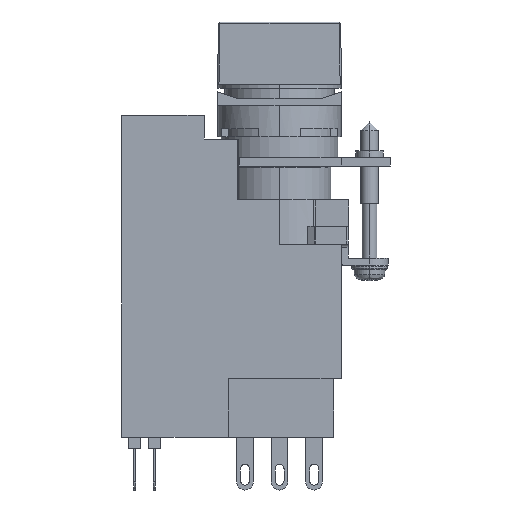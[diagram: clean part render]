
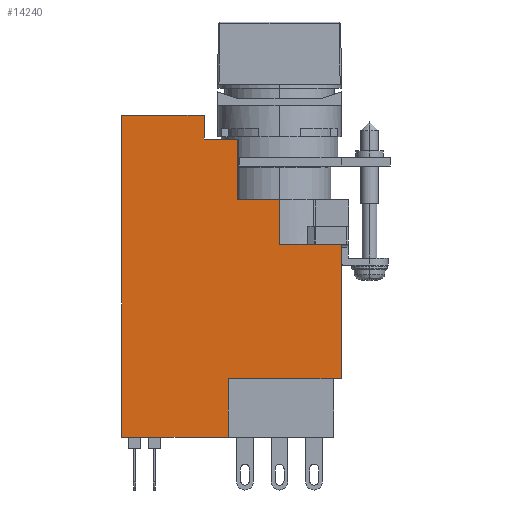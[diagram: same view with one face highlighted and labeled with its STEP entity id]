
A CAD part, left-side view. The second image highlights one B-rep face of the part: STEP entity #14240.
In plain terms, the highlighted planar face has unit normal (-1, 0, 0).
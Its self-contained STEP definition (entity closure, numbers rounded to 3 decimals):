
#57 = CARTESIAN_POINT ( 'NONE',  ( -8.9, 6.95, 27.8 ) ) ;
#139 = VERTEX_POINT ( 'NONE', #3377 ) ;
#699 = CARTESIAN_POINT ( 'NONE',  ( -8.9, -8.9, 18.2 ) ) ;
#935 = EDGE_CURVE ( 'NONE', #14665, #3663, #971, .T. ) ;
#971 = LINE ( 'NONE', #5746, #1578 ) ;
#1066 = VERTEX_POINT ( 'NONE', #12304 ) ;
#1163 = EDGE_CURVE ( 'NONE', #11785, #13638, #7776, .T. ) ;
#1313 = VECTOR ( 'NONE', #7274, 1000. ) ;
#1400 = LINE ( 'NONE', #6185, #12683 ) ;
#1578 = VECTOR ( 'NONE', #10519, 1000. ) ;
#1810 = DIRECTION ( 'NONE',  ( 0., 0., 1. ) ) ;
#2001 = ORIENTED_EDGE ( 'NONE', *, *, #2833, .T. ) ;
#2130 = EDGE_CURVE ( 'NONE', #11574, #11785, #13223, .T. ) ;
#2195 = ORIENTED_EDGE ( 'NONE', *, *, #14505, .T. ) ;
#2309 = CARTESIAN_POINT ( 'NONE',  ( -8.9, 10.9, 46.5 ) ) ;
#2492 = CARTESIAN_POINT ( 'NONE',  ( -8.9, 6.95, 34.3 ) ) ;
#2821 = VECTOR ( 'NONE', #8918, 1000. ) ;
#2833 = EDGE_CURVE ( 'NONE', #139, #14817, #3084, .T. ) ;
#2968 = ORIENTED_EDGE ( 'NONE', *, *, #11520, .T. ) ;
#3028 = CARTESIAN_POINT ( 'NONE',  ( -8.9, 7.4, 8.5 ) ) ;
#3084 = LINE ( 'NONE', #7875, #8148 ) ;
#3089 = VERTEX_POINT ( 'NONE', #8773 ) ;
#3165 = CARTESIAN_POINT ( 'NONE',  ( -8.9, 6.95, 0. ) ) ;
#3188 = CARTESIAN_POINT ( 'NONE',  ( -8.9, 6.95, 46.5 ) ) ;
#3338 = CARTESIAN_POINT ( 'NONE',  ( -8.9, 6., 43.1 ) ) ;
#3377 = CARTESIAN_POINT ( 'NONE',  ( -8.9, 22.8, 46.5 ) ) ;
#3563 = LINE ( 'NONE', #8355, #15097 ) ;
#3571 = ORIENTED_EDGE ( 'NONE', *, *, #9134, .T. ) ;
#3663 = VERTEX_POINT ( 'NONE', #5289 ) ;
#4120 = CARTESIAN_POINT ( 'NONE',  ( -8.9, 7.4, 23.25 ) ) ;
#4170 = ORIENTED_EDGE ( 'NONE', *, *, #4613, .T. ) ;
#4254 = CARTESIAN_POINT ( 'NONE',  ( -8.9, 6., 34.3 ) ) ;
#4303 = CARTESIAN_POINT ( 'NONE',  ( -8.9, -8.9, 0. ) ) ;
#4613 = EDGE_CURVE ( 'NONE', #3089, #7200, #10779, .T. ) ;
#4828 = DIRECTION ( 'NONE',  ( 0., 1., 0. ) ) ;
#4903 = CARTESIAN_POINT ( 'NONE',  ( -8.9, 0., 34.3 ) ) ;
#5003 = ORIENTED_EDGE ( 'NONE', *, *, #935, .T. ) ;
#5132 = VECTOR ( 'NONE', #1810, 1000. ) ;
#5289 = CARTESIAN_POINT ( 'NONE',  ( -8.9, -8.9, 8.5 ) ) ;
#5468 = DIRECTION ( 'NONE',  ( 0., 0., 1. ) ) ;
#5717 = LINE ( 'NONE', #10491, #14930 ) ;
#5746 = CARTESIAN_POINT ( 'NONE',  ( -8.9, 6.95, 8.5 ) ) ;
#6083 = VECTOR ( 'NONE', #7972, 1000. ) ;
#6185 = CARTESIAN_POINT ( 'NONE',  ( -8.9, 6.95, 43.1 ) ) ;
#6315 = CARTESIAN_POINT ( 'NONE',  ( -8.9, 0., 27.8 ) ) ;
#6658 = EDGE_LOOP ( 'NONE', ( #2001, #6962, #3571, #5003, #7283, #4170, #9289, #13715, #15446, #2195, #2968, #7086 ) ) ;
#6962 = ORIENTED_EDGE ( 'NONE', *, *, #9650, .T. ) ;
#7086 = ORIENTED_EDGE ( 'NONE', *, *, #9204, .T. ) ;
#7200 = VERTEX_POINT ( 'NONE', #6315 ) ;
#7274 = DIRECTION ( 'NONE',  ( 0., 1., 0. ) ) ;
#7283 = ORIENTED_EDGE ( 'NONE', *, *, #14696, .T. ) ;
#7307 = VERTEX_POINT ( 'NONE', #8348 ) ;
#7776 = LINE ( 'NONE', #12539, #5132 ) ;
#7875 = CARTESIAN_POINT ( 'NONE',  ( -8.9, 22.8, 23.25 ) ) ;
#7952 = DIRECTION ( 'NONE',  ( 0., -1., 0. ) ) ;
#7972 = DIRECTION ( 'NONE',  ( 0., 1., 0. ) ) ;
#8148 = VECTOR ( 'NONE', #12642, 1000. ) ;
#8348 = CARTESIAN_POINT ( 'NONE',  ( -8.9, 10.9, 43.1 ) ) ;
#8355 = CARTESIAN_POINT ( 'NONE',  ( -8.9, 10.9, 23.25 ) ) ;
#8773 = CARTESIAN_POINT ( 'NONE',  ( -8.9, -8.9, 27.8 ) ) ;
#8918 = DIRECTION ( 'NONE',  ( 0., 0., 1. ) ) ;
#9091 = DIRECTION ( 'NONE',  ( -1., 0., 0. ) ) ;
#9134 = EDGE_CURVE ( 'NONE', #1066, #14665, #14847, .T. ) ;
#9204 = EDGE_CURVE ( 'NONE', #9321, #139, #13911, .T. ) ;
#9289 = ORIENTED_EDGE ( 'NONE', *, *, #14322, .T. ) ;
#9321 = VERTEX_POINT ( 'NONE', #2309 ) ;
#9650 = EDGE_CURVE ( 'NONE', #14817, #1066, #13888, .T. ) ;
#10267 = FACE_OUTER_BOUND ( 'NONE', #6658, .T. ) ;
#10491 = CARTESIAN_POINT ( 'NONE',  ( -8.9, 0., 23.25 ) ) ;
#10519 = DIRECTION ( 'NONE',  ( 0., -1., 0. ) ) ;
#10779 = LINE ( 'NONE', #57, #12141 ) ;
#10844 = VECTOR ( 'NONE', #7952, 1000. ) ;
#10961 = DIRECTION ( 'NONE',  ( 0., 1., 0. ) ) ;
#11425 = LINE ( 'NONE', #699, #12440 ) ;
#11520 = EDGE_CURVE ( 'NONE', #7307, #9321, #3563, .T. ) ;
#11574 = VERTEX_POINT ( 'NONE', #4903 ) ;
#11685 = AXIS2_PLACEMENT_3D ( 'NONE', #4303, #9091, #13856 ) ;
#11785 = VERTEX_POINT ( 'NONE', #4254 ) ;
#12141 = VECTOR ( 'NONE', #4828, 1000. ) ;
#12304 = CARTESIAN_POINT ( 'NONE',  ( -8.9, 7.4, 0. ) ) ;
#12440 = VECTOR ( 'NONE', #5468, 1000. ) ;
#12539 = CARTESIAN_POINT ( 'NONE',  ( -8.9, 6., 23.25 ) ) ;
#12642 = DIRECTION ( 'NONE',  ( 0., 0., -1. ) ) ;
#12683 = VECTOR ( 'NONE', #10961, 1000. ) ;
#13121 = DIRECTION ( 'NONE',  ( 0., 0., 1. ) ) ;
#13223 = LINE ( 'NONE', #2492, #1313 ) ;
#13638 = VERTEX_POINT ( 'NONE', #3338 ) ;
#13715 = ORIENTED_EDGE ( 'NONE', *, *, #2130, .T. ) ;
#13856 = DIRECTION ( 'NONE',  ( 0., 0., 1. ) ) ;
#13888 = LINE ( 'NONE', #3165, #10844 ) ;
#13911 = LINE ( 'NONE', #3188, #6083 ) ;
#14240 = ADVANCED_FACE ( 'NONE', ( #10267 ), #15027, .T. ) ;
#14322 = EDGE_CURVE ( 'NONE', #7200, #11574, #5717, .T. ) ;
#14505 = EDGE_CURVE ( 'NONE', #13638, #7307, #1400, .T. ) ;
#14665 = VERTEX_POINT ( 'NONE', #3028 ) ;
#14696 = EDGE_CURVE ( 'NONE', #3663, #3089, #11425, .T. ) ;
#14817 = VERTEX_POINT ( 'NONE', #15404 ) ;
#14847 = LINE ( 'NONE', #4120, #2821 ) ;
#14930 = VECTOR ( 'NONE', #15256, 1000. ) ;
#15027 = PLANE ( 'NONE',  #11685 ) ;
#15097 = VECTOR ( 'NONE', #13121, 1000. ) ;
#15256 = DIRECTION ( 'NONE',  ( 0., 0., 1. ) ) ;
#15404 = CARTESIAN_POINT ( 'NONE',  ( -8.9, 22.8, 0. ) ) ;
#15446 = ORIENTED_EDGE ( 'NONE', *, *, #1163, .T. ) ;
